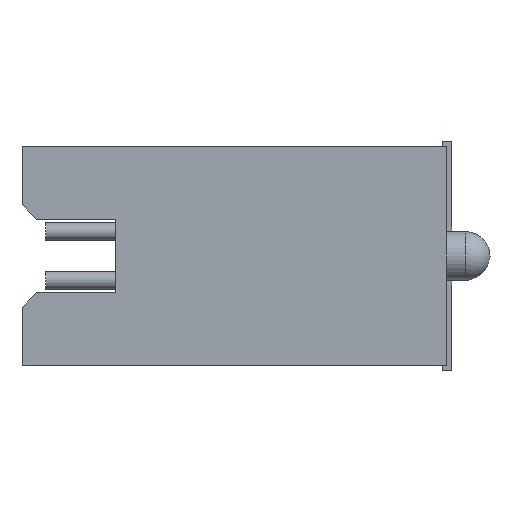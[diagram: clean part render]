
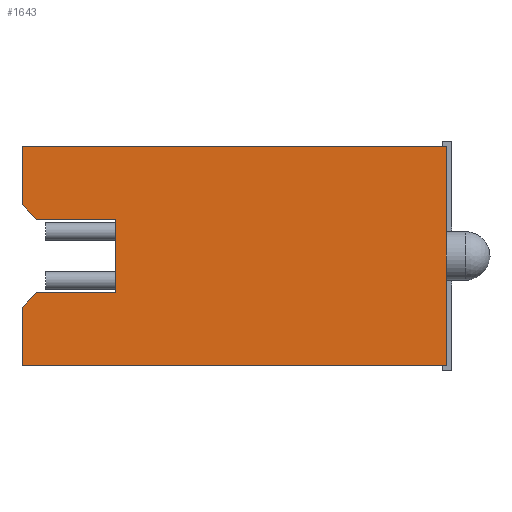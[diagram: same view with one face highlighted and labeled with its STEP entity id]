
A CAD part, left-side view. The second image highlights one B-rep face of the part: STEP entity #1643.
In plain terms, the highlighted planar face has unit normal (-1, 0, 0).
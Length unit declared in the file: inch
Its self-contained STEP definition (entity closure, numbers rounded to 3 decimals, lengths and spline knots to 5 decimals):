
#1643 = ADVANCED_FACE( '', ( #3471 ), #3472, .F. );
#3471 = FACE_OUTER_BOUND( '', #5420, .T. );
#3472 = PLANE( '', #5421 );
#5420 = EDGE_LOOP( '', ( #10766, #10767, #10768, #10769, #10770, #10771, #10772, #10773, #10774, #10775, #10776 ) );
#5421 = AXIS2_PLACEMENT_3D( '', #10777, #10778, #10779 );
#10766 = ORIENTED_EDGE( '', *, *, #14172, .T. );
#10767 = ORIENTED_EDGE( '', *, *, #13836, .T. );
#10768 = ORIENTED_EDGE( '', *, *, #14420, .F. );
#10769 = ORIENTED_EDGE( '', *, *, #14115, .F. );
#10770 = ORIENTED_EDGE( '', *, *, #13411, .T. );
#10771 = ORIENTED_EDGE( '', *, *, #13242, .F. );
#10772 = ORIENTED_EDGE( '', *, *, #13486, .T. );
#10773 = ORIENTED_EDGE( '', *, *, #14278, .T. );
#10774 = ORIENTED_EDGE( '', *, *, #13844, .T. );
#10775 = ORIENTED_EDGE( '', *, *, #13759, .F. );
#10776 = ORIENTED_EDGE( '', *, *, #14421, .F. );
#10777 = CARTESIAN_POINT( '', ( -0.5625, 0.435, -0.1125 ) );
#10778 = DIRECTION( '', ( 1., 0., 0. ) );
#10779 = DIRECTION( '', ( 0., 0., -1. ) );
#13242 = EDGE_CURVE( '', #16588, #16590, #16591, .T. );
#13411 = EDGE_CURVE( '', #16848, #16590, #16849, .T. );
#13486 = EDGE_CURVE( '', #16588, #16972, #16974, .T. );
#13759 = EDGE_CURVE( '', #17375, #17377, #17378, .T. );
#13836 = EDGE_CURVE( '', #17476, #17477, #17478, .T. );
#13844 = EDGE_CURVE( '', #17488, #17377, #17490, .T. );
#14115 = EDGE_CURVE( '', #16848, #17843, #17844, .T. );
#14172 = EDGE_CURVE( '', #17916, #17476, #17917, .T. );
#14278 = EDGE_CURVE( '', #16972, #17488, #18056, .T. );
#14420 = EDGE_CURVE( '', #17843, #17477, #18225, .T. );
#14421 = EDGE_CURVE( '', #17916, #17375, #18226, .T. );
#16588 = VERTEX_POINT( '', #21217 );
#16590 = VERTEX_POINT( '', #21220 );
#16591 = LINE( '', #21221, #21222 );
#16848 = VERTEX_POINT( '', #21572 );
#16849 = LINE( '', #21573, #21574 );
#16972 = VERTEX_POINT( '', #21749 );
#16974 = LINE( '', #21752, #21753 );
#17375 = VERTEX_POINT( '', #22338 );
#17377 = VERTEX_POINT( '', #22341 );
#17378 = LINE( '', #22342, #22343 );
#17476 = VERTEX_POINT( '', #22488 );
#17477 = VERTEX_POINT( '', #22489 );
#17478 = LINE( '', #22490, #22491 );
#17488 = VERTEX_POINT( '', #22504 );
#17490 = LINE( '', #22506, #22507 );
#17843 = VERTEX_POINT( '', #23003 );
#17844 = LINE( '', #23004, #23005 );
#17916 = VERTEX_POINT( '', #23109 );
#17917 = LINE( '', #23110, #23111 );
#18056 = LINE( '', #23311, #23312 );
#18225 = LINE( '', #23554, #23555 );
#18226 = LINE( '', #23556, #23557 );
#21217 = CARTESIAN_POINT( '', ( -0.5625, 0.435, -0.1125 ) );
#21220 = CARTESIAN_POINT( '', ( -0.5625, 0.435, -0.0525 ) );
#21221 = CARTESIAN_POINT( '', ( -0.5625, 0.435, -0.1125 ) );
#21222 = VECTOR( '', #25064, 39.37008 );
#21572 = CARTESIAN_POINT( '', ( -0.5625, 0.42, -0.0375 ) );
#21573 = CARTESIAN_POINT( '', ( -0.5625, 0.42, -0.0375 ) );
#21574 = VECTOR( '', #25257, 39.37008 );
#21749 = CARTESIAN_POINT( '', ( -0.5625, 0., -0.1125 ) );
#21752 = CARTESIAN_POINT( '', ( -0.5625, 0.435, -0.1125 ) );
#21753 = VECTOR( '', #25362, 39.37008 );
#22338 = CARTESIAN_POINT( '', ( -0.5625, 0.435, 0.1125 ) );
#22341 = CARTESIAN_POINT( '', ( -0.5625, 0., 0.1125 ) );
#22342 = CARTESIAN_POINT( '', ( -0.5625, 0.435, 0.1125 ) );
#22343 = VECTOR( '', #25641, 39.37008 );
#22488 = CARTESIAN_POINT( '', ( -0.5625, 0.42, 0.0375 ) );
#22489 = CARTESIAN_POINT( '', ( -0.5625, 0.339, 0.0375 ) );
#22490 = CARTESIAN_POINT( '', ( -0.5625, 0.531, 0.0375 ) );
#22491 = VECTOR( '', #25728, 39.37008 );
#22504 = CARTESIAN_POINT( '', ( -0.5625, 0., 0. ) );
#22506 = CARTESIAN_POINT( '', ( -0.5625, 0., -0.1125 ) );
#22507 = VECTOR( '', #25738, 39.37008 );
#23003 = CARTESIAN_POINT( '', ( -0.5625, 0.339, -0.0375 ) );
#23004 = CARTESIAN_POINT( '', ( -0.5625, 0.531, -0.0375 ) );
#23005 = VECTOR( '', #26002, 39.37008 );
#23109 = CARTESIAN_POINT( '', ( -0.5625, 0.435, 0.0525 ) );
#23110 = CARTESIAN_POINT( '', ( -0.5625, 0.435, 0.0525 ) );
#23111 = VECTOR( '', #26053, 39.37008 );
#23311 = CARTESIAN_POINT( '', ( -0.5625, 0., -0.1125 ) );
#23312 = VECTOR( '', #26169, 39.37008 );
#23554 = CARTESIAN_POINT( '', ( -0.5625, 0.339, -0.0375 ) );
#23555 = VECTOR( '', #26276, 39.37008 );
#23556 = CARTESIAN_POINT( '', ( -0.5625, 0.435, -0.1125 ) );
#23557 = VECTOR( '', #26277, 39.37008 );
#25064 = DIRECTION( '', ( 0., 0., 1. ) );
#25257 = DIRECTION( '', ( 0., 0.707, -0.707 ) );
#25362 = DIRECTION( '', ( 0., -1., 0. ) );
#25641 = DIRECTION( '', ( 0., -1., 0. ) );
#25728 = DIRECTION( '', ( 0., -1., 0. ) );
#25738 = DIRECTION( '', ( 0., 0., 1. ) );
#26002 = DIRECTION( '', ( 0., -1., 0. ) );
#26053 = DIRECTION( '', ( 0., -0.707, -0.707 ) );
#26169 = DIRECTION( '', ( 0., 0., 1. ) );
#26276 = DIRECTION( '', ( 0., 0., 1. ) );
#26277 = DIRECTION( '', ( 0., 0., 1. ) );
